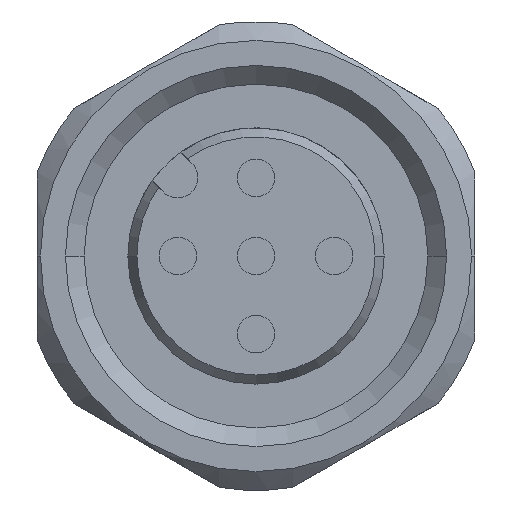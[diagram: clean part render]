
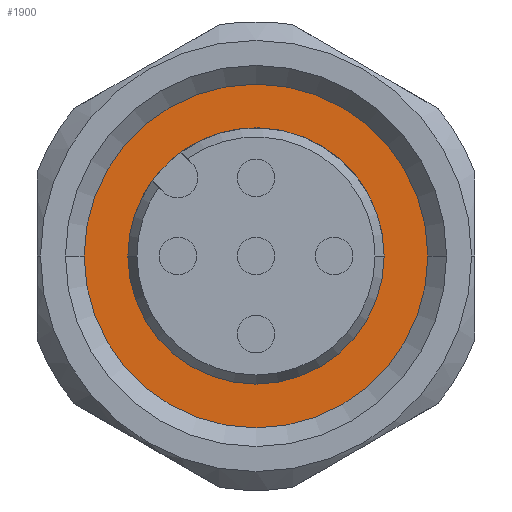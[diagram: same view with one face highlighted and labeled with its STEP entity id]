
A CAD part, left-side view. The second image highlights one B-rep face of the part: STEP entity #1900.
In plain terms, the highlighted planar face has unit normal (-1, 0, 0).
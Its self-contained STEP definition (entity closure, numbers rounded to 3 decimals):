
#84 = DIRECTION ( 'NONE',  ( 1., 0., 0. ) ) ;
#95 = AXIS2_PLACEMENT_3D ( 'NONE', #759, #1981, #923 ) ;
#123 = CARTESIAN_POINT ( 'NONE',  ( -4.2, 0., 0. ) ) ;
#140 = DIRECTION ( 'NONE',  ( -1., 0., 0. ) ) ;
#204 = CARTESIAN_POINT ( 'NONE',  ( -4.2, 0., 0. ) ) ;
#276 = AXIS2_PLACEMENT_3D ( 'NONE', #442, #84, #2033 ) ;
#322 = ORIENTED_EDGE ( 'NONE', *, *, #2290, .T. ) ;
#342 = CARTESIAN_POINT ( 'NONE',  ( -4.2, -5.5, 0. ) ) ;
#405 = FACE_OUTER_BOUND ( 'NONE', #2274, .T. ) ;
#417 = DIRECTION ( 'NONE',  ( -1., 0., 0. ) ) ;
#442 = CARTESIAN_POINT ( 'NONE',  ( -4.2, 0., 0. ) ) ;
#725 = VERTEX_POINT ( 'NONE', #2041 ) ;
#759 = CARTESIAN_POINT ( 'NONE',  ( -4.2, 0., 0. ) ) ;
#881 = AXIS2_PLACEMENT_3D ( 'NONE', #1635, #914, #1784 ) ;
#914 = DIRECTION ( 'NONE',  ( -1., 0., 0. ) ) ;
#923 = DIRECTION ( 'NONE',  ( 0., -1., 0. ) ) ;
#938 = PLANE ( 'NONE',  #881 ) ;
#1036 = DIRECTION ( 'NONE',  ( 0., -1., 0. ) ) ;
#1143 = CIRCLE ( 'NONE', #276, 4.1 ) ;
#1147 = FACE_BOUND ( 'NONE', #1157, .T. ) ;
#1157 = EDGE_LOOP ( 'NONE', ( #322, #2173 ) ) ;
#1179 = ORIENTED_EDGE ( 'NONE', *, *, #1614, .T. ) ;
#1194 = CARTESIAN_POINT ( 'NONE',  ( -4.2, 5.5, 0. ) ) ;
#1266 = DIRECTION ( 'NONE',  ( 0., -1., 0. ) ) ;
#1287 = AXIS2_PLACEMENT_3D ( 'NONE', #123, #140, #1036 ) ;
#1311 = VERTEX_POINT ( 'NONE', #342 ) ;
#1476 = CIRCLE ( 'NONE', #95, 4.1 ) ;
#1540 = VERTEX_POINT ( 'NONE', #1194 ) ;
#1587 = CIRCLE ( 'NONE', #2125, 5.5 ) ;
#1588 = CARTESIAN_POINT ( 'NONE',  ( -4.2, -4.1, 0. ) ) ;
#1614 = EDGE_CURVE ( 'NONE', #1311, #1540, #2243, .T. ) ;
#1635 = CARTESIAN_POINT ( 'NONE',  ( -4.2, 0., -4.8 ) ) ;
#1731 = VERTEX_POINT ( 'NONE', #1588 ) ;
#1766 = ORIENTED_EDGE ( 'NONE', *, *, #2127, .T. ) ;
#1784 = DIRECTION ( 'NONE',  ( 0., 0., 1. ) ) ;
#1819 = EDGE_CURVE ( 'NONE', #725, #1731, #1476, .T. ) ;
#1900 = ADVANCED_FACE ( 'NONE', ( #405, #1147 ), #938, .T. ) ;
#1981 = DIRECTION ( 'NONE',  ( 1., 0., 0. ) ) ;
#2033 = DIRECTION ( 'NONE',  ( 0., -1., 0. ) ) ;
#2041 = CARTESIAN_POINT ( 'NONE',  ( -4.2, 4.1, 0. ) ) ;
#2125 = AXIS2_PLACEMENT_3D ( 'NONE', #204, #417, #1266 ) ;
#2127 = EDGE_CURVE ( 'NONE', #1540, #1311, #1587, .T. ) ;
#2173 = ORIENTED_EDGE ( 'NONE', *, *, #1819, .T. ) ;
#2243 = CIRCLE ( 'NONE', #1287, 5.5 ) ;
#2274 = EDGE_LOOP ( 'NONE', ( #1179, #1766 ) ) ;
#2290 = EDGE_CURVE ( 'NONE', #1731, #725, #1143, .T. ) ;
